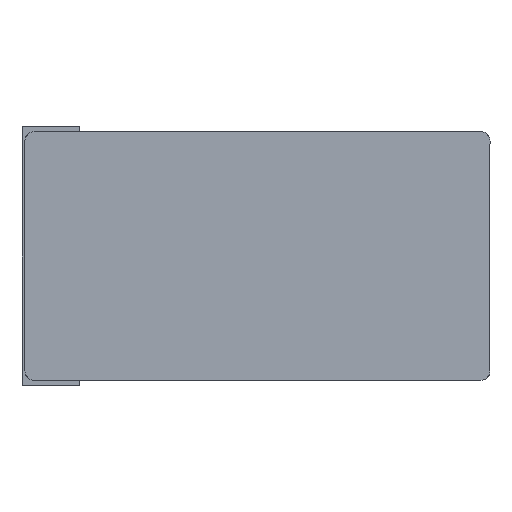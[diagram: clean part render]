
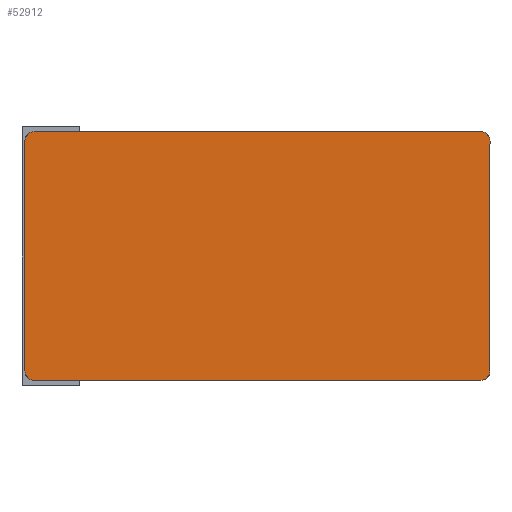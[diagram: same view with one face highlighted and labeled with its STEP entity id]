
A CAD part, front view. The second image highlights one B-rep face of the part: STEP entity #52912.
In plain terms, the highlighted face is planar.
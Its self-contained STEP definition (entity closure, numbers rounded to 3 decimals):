
#1072 = LINE ( 'NONE', #64979, #70578 ) ;
#2390 = DIRECTION ( 'NONE',  ( 0., 0., -1. ) ) ;
#2746 = VERTEX_POINT ( 'NONE', #57828 ) ;
#4199 = VERTEX_POINT ( 'NONE', #40429 ) ;
#5667 = VECTOR ( 'NONE', #33605, 1000. ) ;
#5875 = VECTOR ( 'NONE', #13547, 1000. ) ;
#7290 = ORIENTED_EDGE ( 'NONE', *, *, #64301, .T. ) ;
#7490 = DIRECTION ( 'NONE',  ( -1., 0., 0. ) ) ;
#8138 = EDGE_CURVE ( 'NONE', #57820, #37892, #71149, .T. ) ;
#8360 = AXIS2_PLACEMENT_3D ( 'NONE', #59182, #65095, #7490 ) ;
#8378 = LINE ( 'NONE', #52528, #5667 ) ;
#9355 = ORIENTED_EDGE ( 'NONE', *, *, #17299, .T. ) ;
#11696 = VERTEX_POINT ( 'NONE', #26301 ) ;
#12348 = CIRCLE ( 'NONE', #28428, 5.001 ) ;
#12549 = CIRCLE ( 'NONE', #51507, 5.001 ) ;
#13522 = DIRECTION ( 'NONE',  ( 0., 0., -1. ) ) ;
#13547 = DIRECTION ( 'NONE',  ( 0., 1., 0. ) ) ;
#14118 = DIRECTION ( 'NONE',  ( -1., 0., 0. ) ) ;
#14264 = CARTESIAN_POINT ( 'NONE',  ( -60., -52.501, -141. ) ) ;
#15677 = EDGE_CURVE ( 'NONE', #47831, #2746, #12549, .T. ) ;
#17299 = EDGE_CURVE ( 'NONE', #2746, #11696, #50543, .T. ) ;
#19976 = CARTESIAN_POINT ( 'NONE',  ( 60., 190.501, -141. ) ) ;
#22643 = ORIENTED_EDGE ( 'NONE', *, *, #8138, .T. ) ;
#26301 = CARTESIAN_POINT ( 'NONE',  ( 65.001, -47.5, -141. ) ) ;
#26588 = CARTESIAN_POINT ( 'NONE',  ( -60., 190.501, -141. ) ) ;
#26734 = CARTESIAN_POINT ( 'NONE',  ( -60., 185.5, -141. ) ) ;
#28375 = DIRECTION ( 'NONE',  ( 0., 0., -1. ) ) ;
#28428 = AXIS2_PLACEMENT_3D ( 'NONE', #26734, #28375, #14118 ) ;
#29286 = DIRECTION ( 'NONE',  ( -1., 0., 0. ) ) ;
#30048 = ORIENTED_EDGE ( 'NONE', *, *, #42583, .T. ) ;
#33605 = DIRECTION ( 'NONE',  ( 1., 0., 0. ) ) ;
#33738 = EDGE_CURVE ( 'NONE', #37892, #48246, #12348, .T. ) ;
#34785 = CARTESIAN_POINT ( 'NONE',  ( -65.001, -47.5, -141. ) ) ;
#35489 = VERTEX_POINT ( 'NONE', #14264 ) ;
#37857 = EDGE_CURVE ( 'NONE', #48246, #47831, #8378, .T. ) ;
#37892 = VERTEX_POINT ( 'NONE', #76941 ) ;
#39044 = PLANE ( 'NONE',  #8360 ) ;
#39241 = EDGE_CURVE ( 'NONE', #11696, #4199, #67746, .T. ) ;
#39458 = FACE_OUTER_BOUND ( 'NONE', #75440, .T. ) ;
#39606 = CARTESIAN_POINT ( 'NONE',  ( -65.001, -47.5, -141. ) ) ;
#40429 = CARTESIAN_POINT ( 'NONE',  ( 60., -52.501, -141. ) ) ;
#42583 = EDGE_CURVE ( 'NONE', #35489, #57820, #72110, .T. ) ;
#45637 = DIRECTION ( 'NONE',  ( -1., 0., 0. ) ) ;
#45882 = DIRECTION ( 'NONE',  ( -1., 0., 0. ) ) ;
#46542 = AXIS2_PLACEMENT_3D ( 'NONE', #72362, #13522, #45882 ) ;
#47831 = VERTEX_POINT ( 'NONE', #19976 ) ;
#48246 = VERTEX_POINT ( 'NONE', #26588 ) ;
#49825 = CARTESIAN_POINT ( 'NONE',  ( 60., 185.5, -141. ) ) ;
#50543 = LINE ( 'NONE', #71548, #67889 ) ;
#51507 = AXIS2_PLACEMENT_3D ( 'NONE', #49825, #75460, #63263 ) ;
#52528 = CARTESIAN_POINT ( 'NONE',  ( -60., 190.501, -141. ) ) ;
#52912 = ADVANCED_FACE ( 'NONE', ( #39458 ), #39044, .T. ) ;
#53253 = CARTESIAN_POINT ( 'NONE',  ( 60., -47.5, -141. ) ) ;
#57820 = VERTEX_POINT ( 'NONE', #34785 ) ;
#57828 = CARTESIAN_POINT ( 'NONE',  ( 65.001, 185.5, -141. ) ) ;
#59182 = CARTESIAN_POINT ( 'NONE',  ( 60., -47.5, -141. ) ) ;
#59190 = ORIENTED_EDGE ( 'NONE', *, *, #37857, .T. ) ;
#63263 = DIRECTION ( 'NONE',  ( -1., 0., 0. ) ) ;
#64301 = EDGE_CURVE ( 'NONE', #4199, #35489, #1072, .T. ) ;
#64979 = CARTESIAN_POINT ( 'NONE',  ( 60., -52.501, -141. ) ) ;
#65095 = DIRECTION ( 'NONE',  ( 0., 0., -1. ) ) ;
#66130 = ORIENTED_EDGE ( 'NONE', *, *, #33738, .T. ) ;
#67746 = CIRCLE ( 'NONE', #82473, 5.001 ) ;
#67889 = VECTOR ( 'NONE', #70307, 1000. ) ;
#70307 = DIRECTION ( 'NONE',  ( 0., -1., 0. ) ) ;
#70578 = VECTOR ( 'NONE', #45637, 1000. ) ;
#71149 = LINE ( 'NONE', #39606, #5875 ) ;
#71548 = CARTESIAN_POINT ( 'NONE',  ( 65.001, 185.5, -141. ) ) ;
#72110 = CIRCLE ( 'NONE', #46542, 5.001 ) ;
#72362 = CARTESIAN_POINT ( 'NONE',  ( -60., -47.5, -141. ) ) ;
#73019 = ORIENTED_EDGE ( 'NONE', *, *, #15677, .T. ) ;
#75440 = EDGE_LOOP ( 'NONE', ( #81234, #7290, #30048, #22643, #66130, #59190, #73019, #9355 ) ) ;
#75460 = DIRECTION ( 'NONE',  ( 0., 0., -1. ) ) ;
#76941 = CARTESIAN_POINT ( 'NONE',  ( -65.001, 185.5, -141. ) ) ;
#81234 = ORIENTED_EDGE ( 'NONE', *, *, #39241, .T. ) ;
#82473 = AXIS2_PLACEMENT_3D ( 'NONE', #53253, #2390, #29286 ) ;
